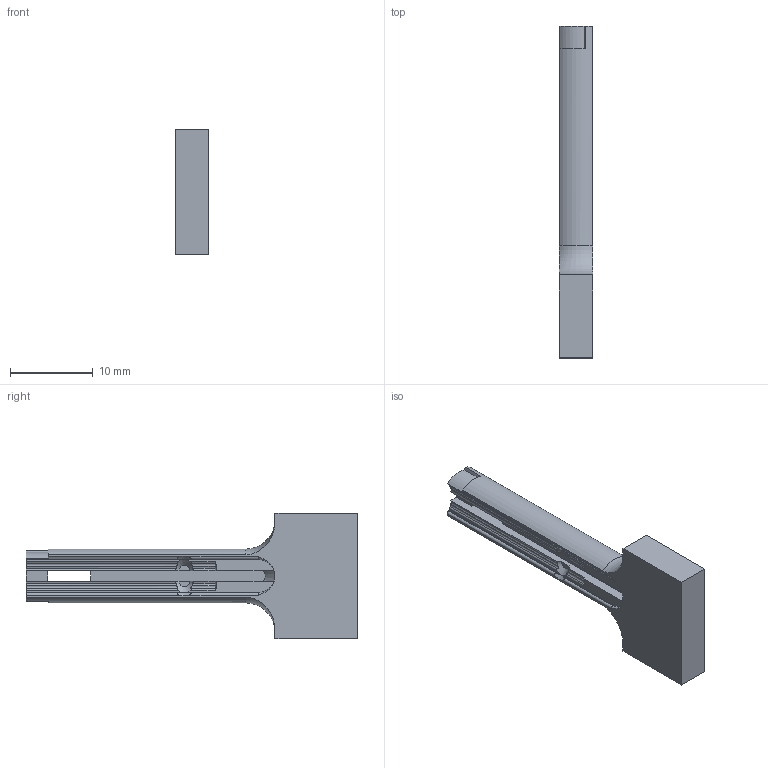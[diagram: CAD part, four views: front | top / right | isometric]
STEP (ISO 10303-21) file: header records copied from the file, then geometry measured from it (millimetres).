
FILE_DESCRIPTION(/* description */ ('','CAx-IF Rec.Pracs.---Representation and Presentation of Product Manufacturing Information (PMI)---4.0---2014-10-13'),/* implementation_level */ '2;1');
FILE_NAME(/* name */ 'easy blank.step',/* time_stamp */ '2024-12-22T07:57:36+01:00',/* author */ (''),/* organization */ (''),/* preprocessor_version */ 'ST-DEVELOPER v20',/* originating_system */ 'Autodesk Translation Framework v13.20.0.188',/* authorisation */ '');
FILE_SCHEMA (('AP242_MANAGED_MODEL_BASED_3D_ENGINEERING_MIM_LF { 1 0 10303 442 1 1 4 }'));
Length unit declared in the file: millimetre
Products named in the file (1): easy 4
Bounding box: 3.98 x 40 x 15.14 mm (x, y, z)
Volume: 1122.8 mm3; surface area: 1221.3 mm2
Topology: 1 solids, 1 shells, 126 faces, 358 edges, 232 vertices
Faces by surface type: plane 60, cylinder 38, cone 22, torus 6
Entity records: 4601 total; most frequent: CARTESIAN_POINT 1325, ORIENTED_EDGE 716, DIRECTION 654, EDGE_CURVE 358, VERTEX_POINT 232, AXIS2_PLACEMENT_3D 225, LINE 204, VECTOR 204
